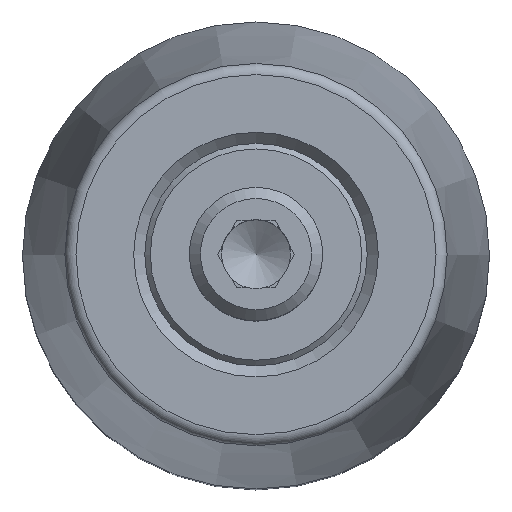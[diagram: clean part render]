
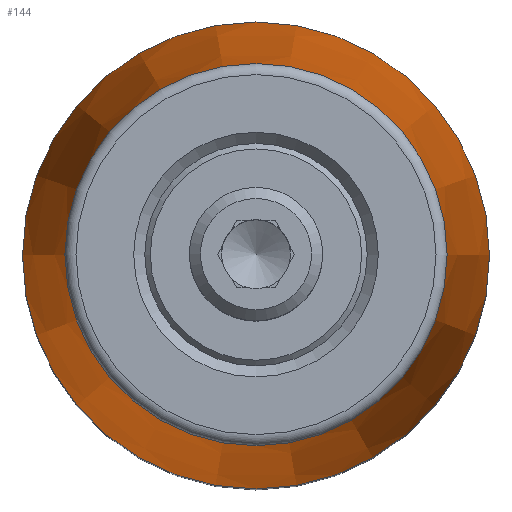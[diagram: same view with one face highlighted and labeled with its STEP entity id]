
A CAD part, top view. The second image highlights one B-rep face of the part: STEP entity #144.
In plain terms, the highlighted conical face has half-angle 4.941 degrees and reference radius 10.5 mm.
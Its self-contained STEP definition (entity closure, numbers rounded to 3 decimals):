
#144 = ADVANCED_FACE( '', ( #316, #317 ), #318, .T. );
#316 = FACE_BOUND( '', #513, .T. );
#317 = FACE_OUTER_BOUND( '', #514, .T. );
#318 = CONICAL_SURFACE( '', #515, 10.5, 0.086 );
#513 = EDGE_LOOP( '', ( #831 ) );
#514 = EDGE_LOOP( '', ( #832 ) );
#515 = AXIS2_PLACEMENT_3D( '', #833, #834, #835 );
#831 = ORIENTED_EDGE( '', *, *, #1130, .T. );
#832 = ORIENTED_EDGE( '', *, *, #1131, .T. );
#833 = CARTESIAN_POINT( '', ( 0., 0., 17.4 ) );
#834 = DIRECTION( '', ( 0., 0., -1. ) );
#835 = DIRECTION( '', ( -1., 0., 0. ) );
#1130 = EDGE_CURVE( '', #1356, #1356, #1357, .F. );
#1131 = EDGE_CURVE( '', #1358, #1358, #1359, .T. );
#1356 = VERTEX_POINT( '', #1656 );
#1357 = CIRCLE( '', #1657, 8.594 );
#1358 = VERTEX_POINT( '', #1658 );
#1359 = CIRCLE( '', #1659, 10.5 );
#1656 = CARTESIAN_POINT( '', ( 8.594, 0., 39.443 ) );
#1657 = AXIS2_PLACEMENT_3D( '', #1851, #1852, #1853 );
#1658 = CARTESIAN_POINT( '', ( 10.5, 0., 17.4 ) );
#1659 = AXIS2_PLACEMENT_3D( '', #1854, #1855, #1856 );
#1851 = CARTESIAN_POINT( '', ( 0., 0., 39.443 ) );
#1852 = DIRECTION( '', ( 0., 0., 1. ) );
#1853 = DIRECTION( '', ( 1., 0., 0. ) );
#1854 = CARTESIAN_POINT( '', ( 0., 0., 17.4 ) );
#1855 = DIRECTION( '', ( 0., 0., 1. ) );
#1856 = DIRECTION( '', ( 1., 0., 0. ) );
